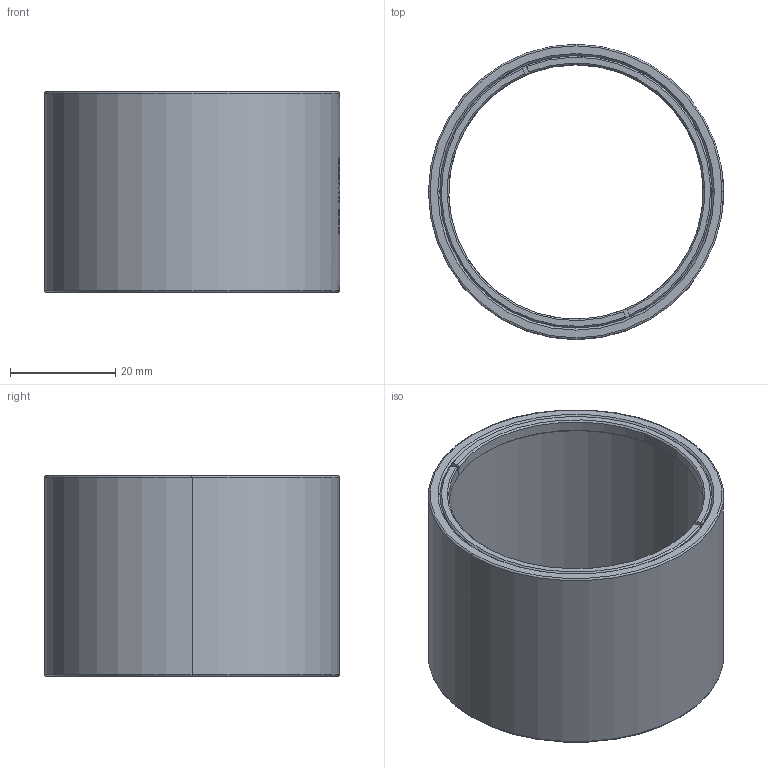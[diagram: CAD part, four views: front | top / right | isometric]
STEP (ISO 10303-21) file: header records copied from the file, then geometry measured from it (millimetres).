
FILE_DESCRIPTION (( 'STEP AP203' ), '1' );
FILE_NAME ('CSSM2-38B.STEP', '2025-06-18T05:25:54', ( '' ), ( '' ), 'SwSTEP 2.0', 'SolidWorks 2020', '' );
FILE_SCHEMA (( 'CONFIG_CONTROL_DESIGN' ));
Length unit declared in the file: millimetre
Products named in the file (1): CSSM2-38B
Bounding box: 56 x 56 x 38 mm (x, y, z)
Volume: 15090 mm3; surface area: 15886.3 mm2
Topology: 3 solids, 3 shells, 374 faces, 1025 edges, 678 vertices
Faces by surface type: bspline 249, plane 66, cylinder 35, cone 20, torus 4
Entity records: 24904 total; most frequent: CARTESIAN_POINT 17553, ORIENTED_EDGE 2050, EDGE_CURVE 1025, B_SPLINE_CURVE_WITH_KNOTS 793, VERTEX_POINT 678, DIRECTION 580, EDGE_LOOP 401, FACE_OUTER_BOUND 374
